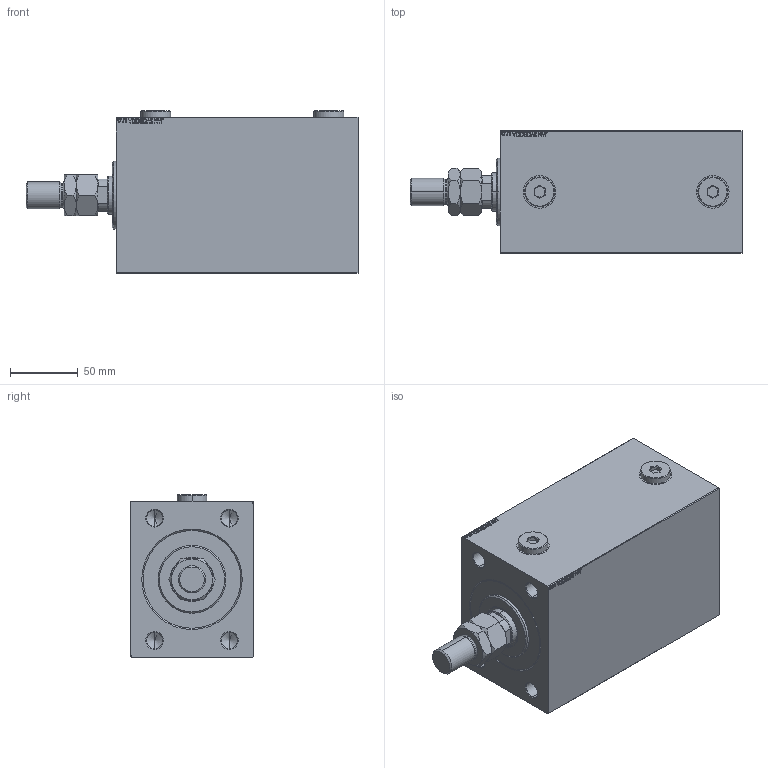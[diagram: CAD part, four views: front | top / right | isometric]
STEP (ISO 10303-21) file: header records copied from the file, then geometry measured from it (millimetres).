
FILE_DESCRIPTION (( 'STEP AP203' ), '1' );
FILE_NAME ('44d4.STEP', '2024-02-12T13:11:15', ( '' ), ( '' ), 'SwSTEP 2.0', 'SolidWorks 2019', '' );
FILE_SCHEMA (( 'CONFIG_CONTROL_DESIGN' ));
Length unit declared in the file: millimetre
Products named in the file (6): Zatka_OIL_PORT 3aa3c4bb08bfd13741190848eb250286; 44d4; V450CM_B_Body 3aa3c4bb08bfd13741190848eb250286; V450CM_B_VCP 3aa3c4bb08bfd13741190848eb250286; MTA 3aa3c4bb08bfd13741190848eb250286; V450CM_VC_B 3aa3c4bb08bfd13741190848eb250286
Assembly tree (6 placements, depth 2):
  44d4
    V450CM_B_Body 3aa3c4bb08bfd13741190848eb250286
    V450CM_B_VCP 3aa3c4bb08bfd13741190848eb250286
    V450CM_VC_B 3aa3c4bb08bfd13741190848eb250286
    MTA 3aa3c4bb08bfd13741190848eb250286
    Zatka_OIL_PORT 3aa3c4bb08bfd13741190848eb250286  x2
Bounding box: 244.5 x 90 x 119.9 mm (x, y, z)
Volume: 1595891.5 mm3; surface area: 182895.3 mm2
Topology: 6 solids, 6 shells, 987 faces, 2480 edges, 1607 vertices
Faces by surface type: plane 451, bspline 380, cone 78, cylinder 76, torus 2
Entity records: 47320 total; most frequent: CARTESIAN_POINT 26082, ORIENTED_EDGE 4844, DIRECTION 2990, EDGE_CURVE 2422, VERTEX_POINT 1583, VECTOR 1400, LINE 1400, EDGE_LOOP 1097
